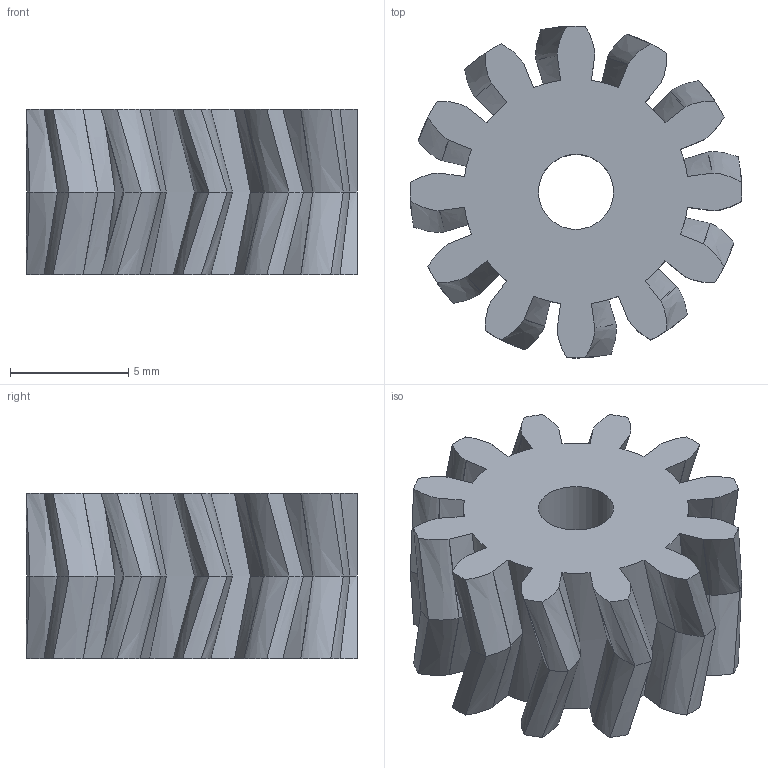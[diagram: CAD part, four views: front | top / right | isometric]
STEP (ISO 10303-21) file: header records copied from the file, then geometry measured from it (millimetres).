
FILE_DESCRIPTION(/* description */ (''),/* implementation_level */ '2;1');
FILE_NAME(/* name */ 'dh drive gear 12t (v1~recovered).step',/* time_stamp */ '2025-05-07T10:53:58-07:00',/* author */ (''),/* organization */ (''),/* preprocessor_version */ 'ST-DEVELOPER v20.1',/* originating_system */ 'Autodesk Translation Framework v14.4.0.0',/* authorisation */ '');
FILE_SCHEMA (('AUTOMOTIVE_DESIGN { 1 0 10303 214 3 1 1 }'));
Length unit declared in the file: millimetre
Products named in the file (2): dh drive gear 12t (v1~recovered); Component1
Assembly tree (1 placements, depth 2):
  dh drive gear 12t (v1~recovered)
    Component1
Bounding box: 14 x 14 x 7 mm (x, y, z)
Volume: 700 mm3; surface area: 846.4 mm2
Topology: 1 solids, 1 shells, 183 faces, 471 edges, 290 vertices
Faces by surface type: bspline 168, cylinder 13, plane 2
Full cylindrical faces by diameter (mm): 3.17 x1
Entity records: 25844 total; most frequent: CARTESIAN_POINT 22643, ORIENTED_EDGE 942, EDGE_CURVE 471, VERTEX_POINT 290, DIRECTION 233, B_SPLINE_CURVE_WITH_KNOTS 192, EDGE_LOOP 185, FACE_OUTER_BOUND 183
